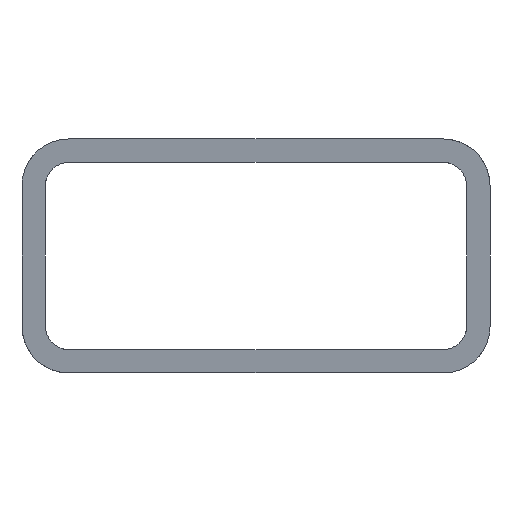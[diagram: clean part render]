
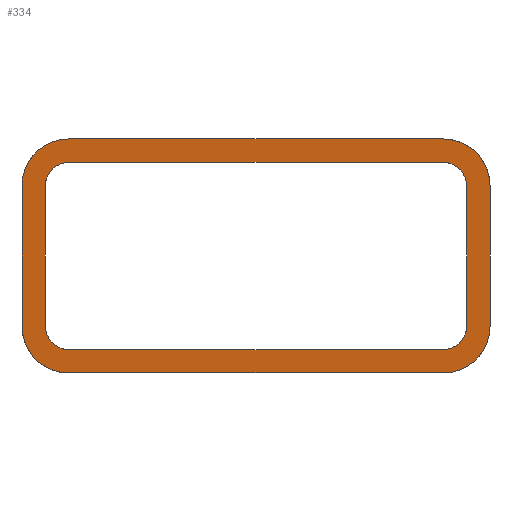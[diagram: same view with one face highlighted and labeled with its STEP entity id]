
A CAD part, front view. The second image highlights one B-rep face of the part: STEP entity #334.
In plain terms, the highlighted planar face has unit normal (-0.174, -0.985, 0).
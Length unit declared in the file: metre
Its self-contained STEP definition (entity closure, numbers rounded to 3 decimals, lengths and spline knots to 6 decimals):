
#36=LINE('',#506,#68);
#37=LINE('',#510,#69);
#38=LINE('',#514,#70);
#39=LINE('',#518,#71);
#40=LINE('',#522,#72);
#41=LINE('',#526,#73);
#42=LINE('',#530,#74);
#43=LINE('',#534,#75);
#68=VECTOR('',#405,1.);
#69=VECTOR('',#408,1.);
#70=VECTOR('',#411,1.);
#71=VECTOR('',#414,1.);
#72=VECTOR('',#417,1.);
#73=VECTOR('',#420,1.);
#74=VECTOR('',#423,1.);
#75=VECTOR('',#426,1.);
#100=ORIENTED_EDGE('',*,*,#196,.T.);
#101=ORIENTED_EDGE('',*,*,#197,.T.);
#102=ORIENTED_EDGE('',*,*,#198,.T.);
#103=ORIENTED_EDGE('',*,*,#199,.T.);
#104=ORIENTED_EDGE('',*,*,#200,.T.);
#105=ORIENTED_EDGE('',*,*,#201,.F.);
#106=ORIENTED_EDGE('',*,*,#202,.T.);
#107=ORIENTED_EDGE('',*,*,#203,.F.);
#108=ORIENTED_EDGE('',*,*,#204,.F.);
#109=ORIENTED_EDGE('',*,*,#205,.F.);
#110=ORIENTED_EDGE('',*,*,#206,.F.);
#111=ORIENTED_EDGE('',*,*,#207,.T.);
#112=ORIENTED_EDGE('',*,*,#208,.F.);
#113=ORIENTED_EDGE('',*,*,#209,.T.);
#114=ORIENTED_EDGE('',*,*,#210,.F.);
#115=ORIENTED_EDGE('',*,*,#211,.F.);
#196=EDGE_CURVE('',#244,#245,#276,.T.);
#197=EDGE_CURVE('',#245,#246,#36,.T.);
#198=EDGE_CURVE('',#246,#247,#277,.T.);
#199=EDGE_CURVE('',#247,#248,#37,.T.);
#200=EDGE_CURVE('',#248,#249,#278,.T.);
#201=EDGE_CURVE('',#250,#249,#38,.T.);
#202=EDGE_CURVE('',#250,#251,#279,.T.);
#203=EDGE_CURVE('',#244,#251,#39,.T.);
#204=EDGE_CURVE('',#252,#253,#280,.T.);
#205=EDGE_CURVE('',#254,#252,#40,.T.);
#206=EDGE_CURVE('',#255,#254,#281,.T.);
#207=EDGE_CURVE('',#255,#256,#41,.T.);
#208=EDGE_CURVE('',#257,#256,#282,.T.);
#209=EDGE_CURVE('',#257,#258,#42,.T.);
#210=EDGE_CURVE('',#259,#258,#283,.T.);
#211=EDGE_CURVE('',#253,#259,#43,.T.);
#244=VERTEX_POINT('',#504);
#245=VERTEX_POINT('',#505);
#246=VERTEX_POINT('',#507);
#247=VERTEX_POINT('',#509);
#248=VERTEX_POINT('',#511);
#249=VERTEX_POINT('',#513);
#250=VERTEX_POINT('',#515);
#251=VERTEX_POINT('',#517);
#252=VERTEX_POINT('',#520);
#253=VERTEX_POINT('',#521);
#254=VERTEX_POINT('',#523);
#255=VERTEX_POINT('',#525);
#256=VERTEX_POINT('',#527);
#257=VERTEX_POINT('',#529);
#258=VERTEX_POINT('',#531);
#259=VERTEX_POINT('',#533);
#276=ELLIPSE('',#366,0.006093,0.006);
#277=ELLIPSE('',#367,0.006093,0.006);
#278=ELLIPSE('',#368,0.006093,0.006);
#279=ELLIPSE('',#369,0.006093,0.006);
#280=ELLIPSE('',#370,0.003046,0.003);
#281=ELLIPSE('',#371,0.003046,0.003);
#282=ELLIPSE('',#372,0.003046,0.003);
#283=ELLIPSE('',#373,0.003046,0.003);
#284=EDGE_LOOP('',(#100,#101,#102,#103,#104,#105,#106,#107));
#285=EDGE_LOOP('',(#108,#109,#110,#111,#112,#113,#114,#115));
#304=FACE_BOUND('',#284,.T.);
#305=FACE_BOUND('',#285,.T.);
#324=PLANE('',#365);
#334=ADVANCED_FACE('',(#304,#305),#324,.T.);
#365=AXIS2_PLACEMENT_3D('',#502,#401,#402);
#366=AXIS2_PLACEMENT_3D('',#503,#403,#404);
#367=AXIS2_PLACEMENT_3D('',#508,#406,#407);
#368=AXIS2_PLACEMENT_3D('',#512,#409,#410);
#369=AXIS2_PLACEMENT_3D('',#516,#412,#413);
#370=AXIS2_PLACEMENT_3D('',#519,#415,#416);
#371=AXIS2_PLACEMENT_3D('',#524,#418,#419);
#372=AXIS2_PLACEMENT_3D('',#528,#421,#422);
#373=AXIS2_PLACEMENT_3D('',#532,#424,#425);
#401=DIRECTION('',(-0.174,-0.985,0.));
#402=DIRECTION('',(0.985,-0.174,0.));
#403=DIRECTION('',(-0.174,-0.985,0.));
#404=DIRECTION('',(-0.985,0.174,0.));
#405=DIRECTION('',(0.985,-0.174,0.));
#406=DIRECTION('',(-0.174,-0.985,0.));
#407=DIRECTION('',(-0.985,0.174,0.));
#408=DIRECTION('',(0.,0.,1.));
#409=DIRECTION('',(-0.174,-0.985,0.));
#410=DIRECTION('',(-0.985,0.174,0.));
#411=DIRECTION('',(0.985,-0.174,0.));
#412=DIRECTION('',(-0.174,-0.985,0.));
#413=DIRECTION('',(-0.985,0.174,0.));
#414=DIRECTION('',(0.,0.,1.));
#415=DIRECTION('',(-0.174,-0.985,0.));
#416=DIRECTION('',(-0.985,0.174,0.));
#417=DIRECTION('',(0.985,-0.174,0.));
#418=DIRECTION('',(-0.174,-0.985,0.));
#419=DIRECTION('',(-0.985,0.174,0.));
#420=DIRECTION('',(0.,0.,1.));
#421=DIRECTION('',(-0.174,-0.985,0.));
#422=DIRECTION('',(-0.985,0.174,0.));
#423=DIRECTION('',(0.985,-0.174,0.));
#424=DIRECTION('',(-0.174,-0.985,0.));
#425=DIRECTION('',(-0.985,0.174,0.));
#426=DIRECTION('',(0.,0.,1.));
#502=CARTESIAN_POINT('',(0.03,-0.99471,-0.943604));
#503=CARTESIAN_POINT('',(0.006,-0.990478,0.006));
#504=CARTESIAN_POINT('',(0.,-0.98942,0.006));
#505=CARTESIAN_POINT('',(0.006,-0.990478,0.));
#506=CARTESIAN_POINT('',(0.030905,-0.99487,0.));
#507=CARTESIAN_POINT('',(0.054,-0.998942,0.));
#508=CARTESIAN_POINT('',(0.054,-0.998942,0.006));
#509=CARTESIAN_POINT('',(0.06,-1.,0.006));
#510=CARTESIAN_POINT('',(0.06,-1.,0.03));
#511=CARTESIAN_POINT('',(0.06,-1.,0.024));
#512=CARTESIAN_POINT('',(0.054,-0.998942,0.024));
#513=CARTESIAN_POINT('',(0.054,-0.998942,0.03));
#514=CARTESIAN_POINT('',(0.03,-0.99471,0.03));
#515=CARTESIAN_POINT('',(0.006,-0.990478,0.03));
#516=CARTESIAN_POINT('',(0.006,-0.990478,0.024));
#517=CARTESIAN_POINT('',(0.,-0.98942,0.024));
#518=CARTESIAN_POINT('',(0.,-0.98942,0.03));
#519=CARTESIAN_POINT('',(0.054,-0.998942,0.006));
#520=CARTESIAN_POINT('',(0.054,-0.998942,0.003));
#521=CARTESIAN_POINT('',(0.057,-0.999471,0.006));
#522=CARTESIAN_POINT('',(0.030905,-0.99487,0.003));
#523=CARTESIAN_POINT('',(0.006,-0.990478,0.003));
#524=CARTESIAN_POINT('',(0.006,-0.990478,0.006));
#525=CARTESIAN_POINT('',(0.003,-0.989949,0.006));
#526=CARTESIAN_POINT('',(0.003,-0.989949,0.03));
#527=CARTESIAN_POINT('',(0.003,-0.989949,0.024));
#528=CARTESIAN_POINT('',(0.006,-0.990478,0.024));
#529=CARTESIAN_POINT('',(0.006,-0.990478,0.027));
#530=CARTESIAN_POINT('',(0.030905,-0.99487,0.027));
#531=CARTESIAN_POINT('',(0.054,-0.998942,0.027));
#532=CARTESIAN_POINT('',(0.054,-0.998942,0.024));
#533=CARTESIAN_POINT('',(0.057,-0.999471,0.024));
#534=CARTESIAN_POINT('',(0.057,-0.999471,0.03));
